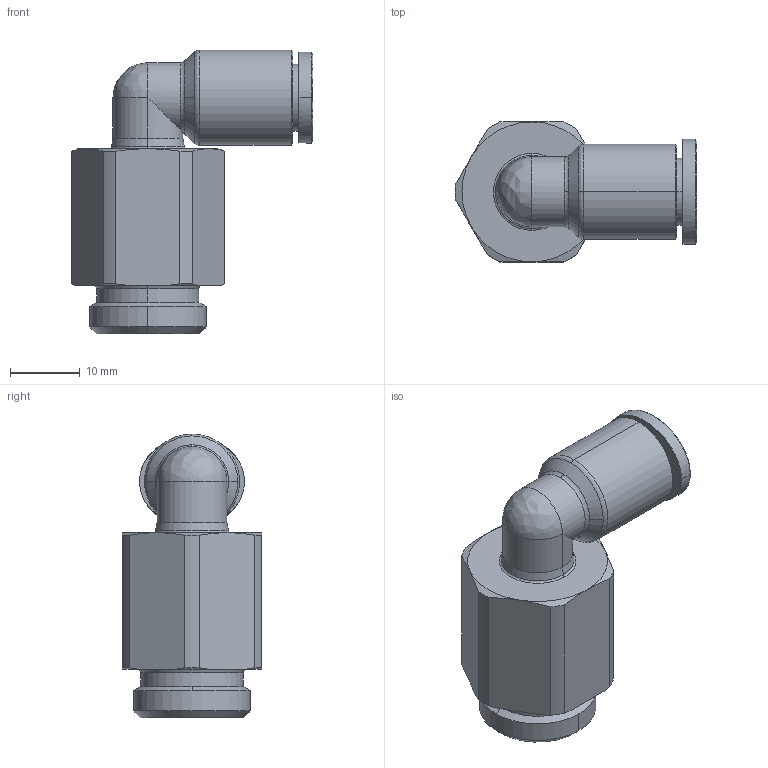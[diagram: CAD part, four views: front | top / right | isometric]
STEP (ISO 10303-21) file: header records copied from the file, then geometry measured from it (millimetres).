
FILE_DESCRIPTION (( 'STEP AP214' ), '1' );
FILE_NAME ('PLL08-G03.stp', '2015-09-11T13:44:34', ( '' ), ( '' ), 'SwSTEP 2.0', 'SolidWorks 2015', '' );
FILE_SCHEMA (( 'AUTOMOTIVE_DESIGN' ));
Length unit declared in the file: millimetre
Products named in the file (2): ｦ+ﾃｦ1; PLL08-G03
Assembly tree (1 placements, depth 2):
  PLL08-G03
    ｦ+ﾃｦ1
Bounding box: 34.59 x 20 x 40.6 mm (x, y, z)
Volume: 8418.2 mm3; surface area: 4987.2 mm2
Topology: 1 solids, 1 shells, 447 faces, 1245 edges, 820 vertices
Faces by surface type: plane 347, cone 34, bspline 33, cylinder 29, torus 4
Entity records: 15779 total; most frequent: CARTESIAN_POINT 3813, ORIENTED_EDGE 2484, DIRECTION 2087, EDGE_CURVE 1242, VECTOR 1029, LINE 1029, VERTEX_POINT 820, AXIS2_PLACEMENT_3D 529
